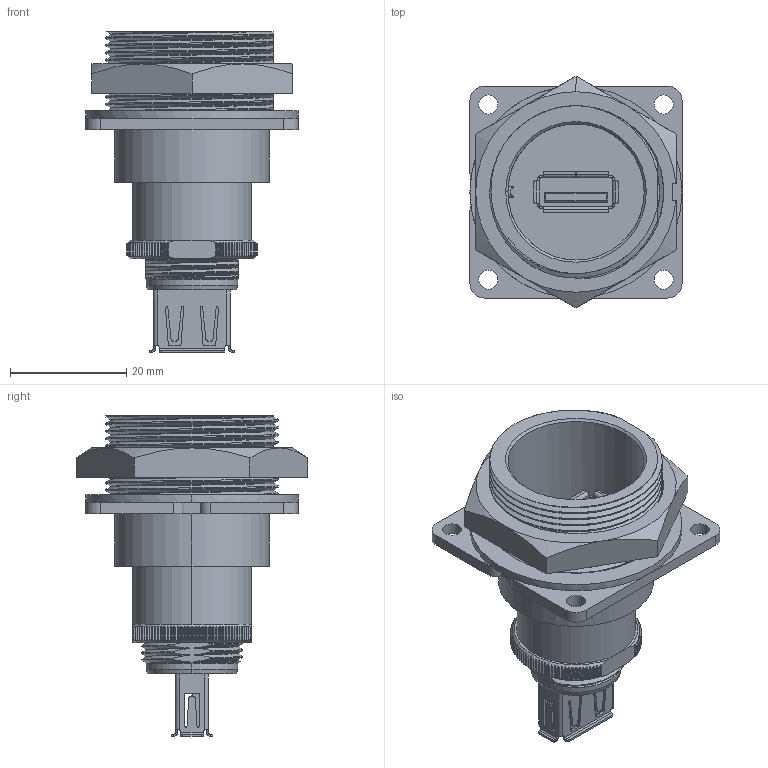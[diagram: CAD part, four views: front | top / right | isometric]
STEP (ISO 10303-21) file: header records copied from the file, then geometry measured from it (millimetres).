
FILE_DESCRIPTION (( 'STEP AP203' ), '1' );
FILE_NAME ('DCP-USBAT-F1.STEP', '2017-08-04T18:29:49', ( '' ), ( '' ), 'SwSTEP 2.0', 'SolidWorks 2017', '' );
FILE_SCHEMA (( 'CONFIG_CONTROL_DESIGN' ));
Length unit declared in the file: inch
Products named in the file (2): DCP-USBAT-F1
Bounding box: 36.53 x 39.89 x 55.15 mm (x, y, z)
Volume: 17282.5 mm3; surface area: 12619.2 mm2
Topology: 2 solids, 3 shells, 999 faces, 2917 edges, 1931 vertices
Faces by surface type: cylinder 501, plane 428, bspline 51, cone 19
Entity records: 49032 total; most frequent: CARTESIAN_POINT 23926, ORIENTED_EDGE 5830, DIRECTION 4549, EDGE_CURVE 2915, VERTEX_POINT 1931, AXIS2_PLACEMENT_3D 1601, VECTOR 1347, LINE 1347
